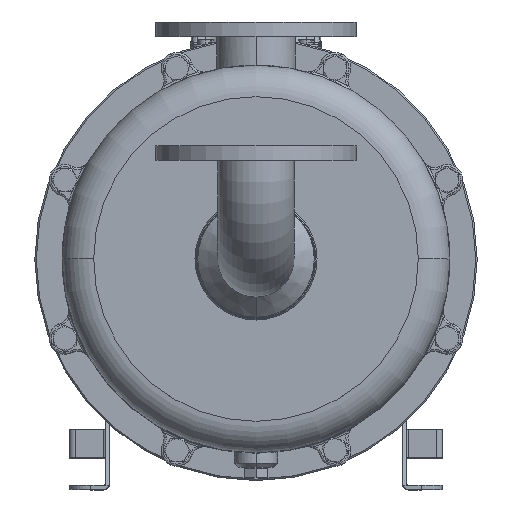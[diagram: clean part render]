
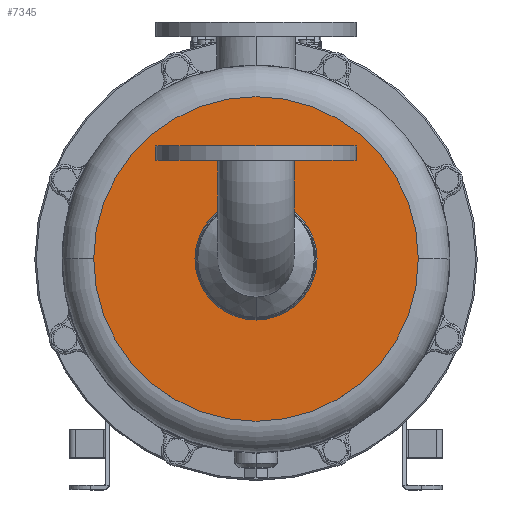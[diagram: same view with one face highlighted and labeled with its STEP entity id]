
A CAD part, top view. The second image highlights one B-rep face of the part: STEP entity #7345.
In plain terms, the highlighted face is planar.
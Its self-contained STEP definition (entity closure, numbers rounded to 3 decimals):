
#2643 = VERTEX_POINT ( 'NONE', #90897 ) ;
#2909 = ORIENTED_EDGE ( 'NONE', *, *, #59457, .F. ) ;
#6464 = VERTEX_POINT ( 'NONE', #80616 ) ;
#7345 = ADVANCED_FACE ( 'NONE', ( #23447, #65673 ), #17192, .F. ) ;
#10374 = EDGE_LOOP ( 'NONE', ( #97197, #71715 ) ) ;
#13017 = EDGE_CURVE ( 'NONE', #6464, #2643, #85199, .T. ) ;
#15192 = AXIS2_PLACEMENT_3D ( 'NONE', #84554, #34132, #93013 ) ;
#16887 = CARTESIAN_POINT ( 'NONE',  ( 67.5, 14., 0. ) ) ;
#17192 = PLANE ( 'NONE',  #99636 ) ;
#18050 = EDGE_CURVE ( 'NONE', #48264, #33249, #61976, .T. ) ;
#19247 = ORIENTED_EDGE ( 'NONE', *, *, #13017, .F. ) ;
#23447 = FACE_BOUND ( 'NONE', #36028, .T. ) ;
#25399 = DIRECTION ( 'NONE',  ( 0., 0., 1. ) ) ;
#25687 = CIRCLE ( 'NONE', #15192, 113. ) ;
#25693 = DIRECTION ( 'NONE',  ( 0., -1., 0. ) ) ;
#28130 = CARTESIAN_POINT ( 'NONE',  ( 67.5, 14., 0. ) ) ;
#33249 = VERTEX_POINT ( 'NONE', #57388 ) ;
#34132 = DIRECTION ( 'NONE',  ( 0., 1., 0. ) ) ;
#36028 = EDGE_LOOP ( 'NONE', ( #19247, #2909 ) ) ;
#36634 = DIRECTION ( 'NONE',  ( 0., 0., 1. ) ) ;
#37129 = CARTESIAN_POINT ( 'NONE',  ( 67.5, 14., 0. ) ) ;
#37282 = AXIS2_PLACEMENT_3D ( 'NONE', #37129, #96059, #45545 ) ;
#45545 = DIRECTION ( 'NONE',  ( 0., 0., -1. ) ) ;
#48264 = VERTEX_POINT ( 'NONE', #63762 ) ;
#49081 = EDGE_CURVE ( 'NONE', #33249, #48264, #25687, .T. ) ;
#57388 = CARTESIAN_POINT ( 'NONE',  ( 67.5, 14., -113. ) ) ;
#59457 = EDGE_CURVE ( 'NONE', #2643, #6464, #98963, .T. ) ;
#60184 = AXIS2_PLACEMENT_3D ( 'NONE', #28130, #87085, #36634 ) ;
#61976 = CIRCLE ( 'NONE', #37282, 113. ) ;
#63762 = CARTESIAN_POINT ( 'NONE',  ( 67.5, 14., 113. ) ) ;
#65673 = FACE_OUTER_BOUND ( 'NONE', #10374, .T. ) ;
#71715 = ORIENTED_EDGE ( 'NONE', *, *, #18050, .T. ) ;
#75883 = DIRECTION ( 'NONE',  ( 0., 1., 0. ) ) ;
#80616 = CARTESIAN_POINT ( 'NONE',  ( 67.5, 14., 40.5 ) ) ;
#84554 = CARTESIAN_POINT ( 'NONE',  ( 67.5, 14., 0. ) ) ;
#84659 = DIRECTION ( 'NONE',  ( 0., 0., -1. ) ) ;
#85199 = CIRCLE ( 'NONE', #60184, 40.5 ) ;
#87085 = DIRECTION ( 'NONE',  ( 0., 1., 0. ) ) ;
#90897 = CARTESIAN_POINT ( 'NONE',  ( 67.5, 14., -40.5 ) ) ;
#92999 = AXIS2_PLACEMENT_3D ( 'NONE', #16887, #75883, #25399 ) ;
#93013 = DIRECTION ( 'NONE',  ( 0., 0., -1. ) ) ;
#96059 = DIRECTION ( 'NONE',  ( 0., 1., 0. ) ) ;
#97197 = ORIENTED_EDGE ( 'NONE', *, *, #49081, .T. ) ;
#98963 = CIRCLE ( 'NONE', #92999, 40.5 ) ;
#99636 = AXIS2_PLACEMENT_3D ( 'NONE', #101256, #25693, #84659 ) ;
#101256 = CARTESIAN_POINT ( 'NONE',  ( 67.5, 14., 0. ) ) ;
